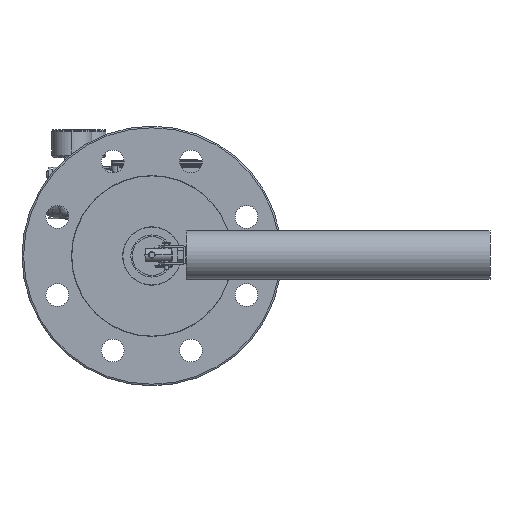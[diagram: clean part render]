
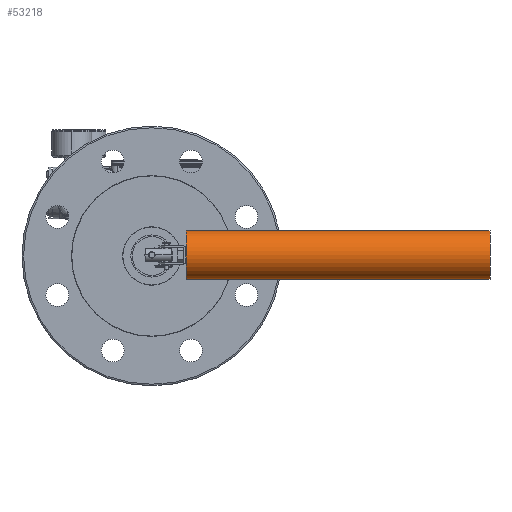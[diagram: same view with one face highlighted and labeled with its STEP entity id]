
A CAD part, left-side view. The second image highlights one B-rep face of the part: STEP entity #53218.
In plain terms, the highlighted cylindrical face has radius 23.812 mm (diameter 47.625 mm), a partial arc.
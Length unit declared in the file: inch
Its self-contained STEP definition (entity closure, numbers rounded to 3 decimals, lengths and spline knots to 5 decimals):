
#4150 = VERTEX_POINT ( 'NONE', #102459 ) ;
#6116 = VERTEX_POINT ( 'NONE', #37854 ) ;
#8132 = CARTESIAN_POINT ( 'NONE',  ( -16.3025, -13.01825, -3.3215 ) ) ;
#9965 = EDGE_CURVE ( 'NONE', #4150, #6116, #142696, .T. ) ;
#11996 = CIRCLE ( 'NONE', #94236, 0.9375 ) ;
#17490 = EDGE_LOOP ( 'NONE', ( #64525, #84085, #80541, #139971 ) ) ;
#20878 = FACE_OUTER_BOUND ( 'NONE', #17490, .T. ) ;
#21299 = DIRECTION ( 'NONE',  ( 0., 1., 0. ) ) ;
#22198 = DIRECTION ( 'NONE',  ( 0., 1., 0. ) ) ;
#24536 = VERTEX_POINT ( 'NONE', #59426 ) ;
#30164 = EDGE_CURVE ( 'NONE', #4150, #24536, #11996, .T. ) ;
#37854 = CARTESIAN_POINT ( 'NONE',  ( -16.3025, -1.33075, -3.3215 ) ) ;
#42960 = CARTESIAN_POINT ( 'NONE',  ( -16.3025, -13.01825, -2.384 ) ) ;
#49723 = DIRECTION ( 'NONE',  ( 0., 0., -1. ) ) ;
#53218 = ADVANCED_FACE ( 'NONE', ( #20878 ), #90006, .T. ) ;
#57672 = VECTOR ( 'NONE', #21299, 39.37008 ) ;
#59426 = CARTESIAN_POINT ( 'NONE',  ( -16.3025, -13.01825, -1.4465 ) ) ;
#64525 = ORIENTED_EDGE ( 'NONE', *, *, #30164, .T. ) ;
#65689 = DIRECTION ( 'NONE',  ( 0., 1., 0. ) ) ;
#71889 = VECTOR ( 'NONE', #65689, 39.37008 ) ;
#73913 = AXIS2_PLACEMENT_3D ( 'NONE', #122965, #22198, #111940 ) ;
#76719 = CARTESIAN_POINT ( 'NONE',  ( -16.3025, -13.01825, -1.4465 ) ) ;
#78504 = CARTESIAN_POINT ( 'NONE',  ( -16.3025, -1.33075, -1.4465 ) ) ;
#79835 = AXIS2_PLACEMENT_3D ( 'NONE', #42960, #111350, #98883 ) ;
#80541 = ORIENTED_EDGE ( 'NONE', *, *, #105245, .F. ) ;
#84085 = ORIENTED_EDGE ( 'NONE', *, *, #107672, .T. ) ;
#90006 = CYLINDRICAL_SURFACE ( 'NONE', #79835, 0.9375 ) ;
#91685 = DIRECTION ( 'NONE',  ( 0., 1., 0. ) ) ;
#92445 = VERTEX_POINT ( 'NONE', #78504 ) ;
#93862 = CARTESIAN_POINT ( 'NONE',  ( -16.3025, -13.01825, -2.384 ) ) ;
#94236 = AXIS2_PLACEMENT_3D ( 'NONE', #93862, #91685, #49723 ) ;
#98883 = DIRECTION ( 'NONE',  ( 0., 0., -1. ) ) ;
#99729 = CIRCLE ( 'NONE', #73913, 0.9375 ) ;
#102459 = CARTESIAN_POINT ( 'NONE',  ( -16.3025, -13.01825, -3.3215 ) ) ;
#105245 = EDGE_CURVE ( 'NONE', #6116, #92445, #99729, .T. ) ;
#107672 = EDGE_CURVE ( 'NONE', #24536, #92445, #125745, .T. ) ;
#111350 = DIRECTION ( 'NONE',  ( 0., 1., 0. ) ) ;
#111940 = DIRECTION ( 'NONE',  ( 0., 0., -1. ) ) ;
#122965 = CARTESIAN_POINT ( 'NONE',  ( -16.3025, -1.33075, -2.384 ) ) ;
#125745 = LINE ( 'NONE', #76719, #71889 ) ;
#139971 = ORIENTED_EDGE ( 'NONE', *, *, #9965, .F. ) ;
#142696 = LINE ( 'NONE', #8132, #57672 ) ;
